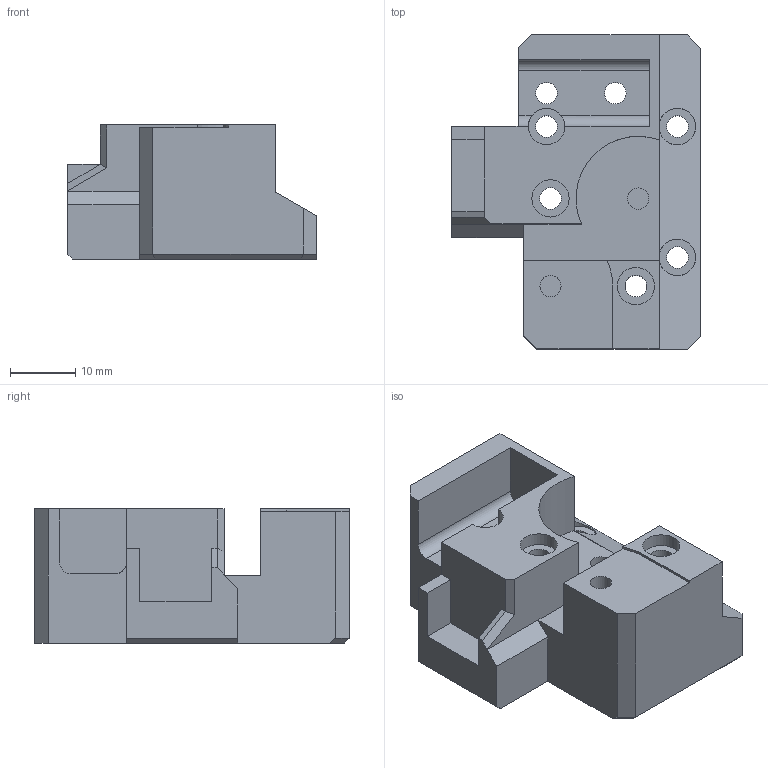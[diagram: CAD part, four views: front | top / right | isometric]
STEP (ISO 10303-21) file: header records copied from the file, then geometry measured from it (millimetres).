
FILE_DESCRIPTION(/* description */ (''),/* implementation_level */ '2;1');
FILE_NAME(/* name */ 'y-carriage-right-base.stp',/* time_stamp */ '2023-12-19T13:13:49+01:00',/* author */ ('Dominik Tebich'),/* organization */ (''),/* preprocessor_version */ 'ST-DEVELOPER v19.2',/* originating_system */ 'Autodesk Inventor 2023',/* authorisation */ '');
FILE_SCHEMA (('AUTOMOTIVE_DESIGN { 1 0 10303 214 3 1 1 }'));
Length unit declared in the file: millimetre
Products named in the file (1): y-carriage-right-base_R5
Bounding box: 38 x 48 x 20.5 mm (x, y, z)
Volume: 19293.2 mm3; surface area: 8031.5 mm2
Topology: 1 solids, 1 shells, 250 faces, 655 edges, 419 vertices
Faces by surface type: plane 190, bspline 41, cylinder 19
Full cylindrical faces by diameter (mm): 3.25 x2, 3.3 x7, 5.6 x3, 5.7 x2
Entity records: 7843 total; most frequent: CARTESIAN_POINT 1884, ORIENTED_EDGE 1310, DIRECTION 1040, EDGE_CURVE 655, LINE 522, VECTOR 522, VERTEX_POINT 419, EDGE_LOOP 276
